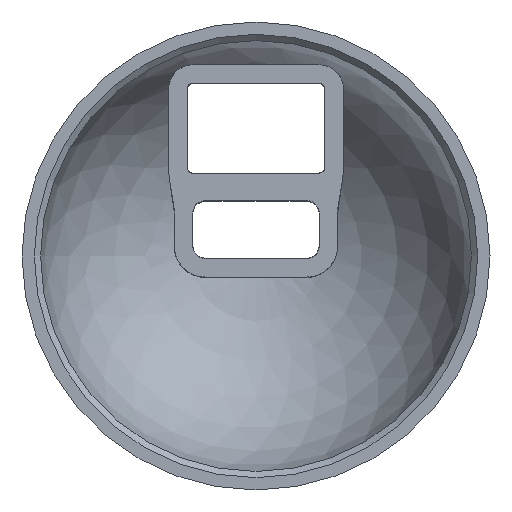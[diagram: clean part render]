
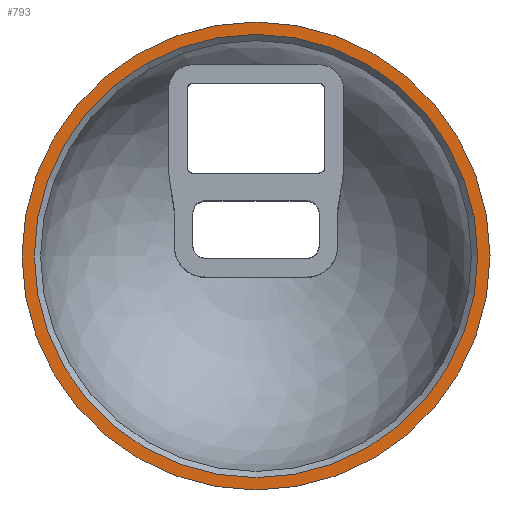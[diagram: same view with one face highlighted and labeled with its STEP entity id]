
A CAD part, top view. The second image highlights one B-rep face of the part: STEP entity #793.
In plain terms, the highlighted planar face has unit normal (0, 0, 1).
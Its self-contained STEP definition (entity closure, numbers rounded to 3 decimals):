
#20=FACE_BOUND('',#145,.T.);
#48=CIRCLE('',#845,18.);
#50=CIRCLE('',#849,19.);
#67=PLANE('',#848);
#100=FACE_OUTER_BOUND('',#144,.T.);
#144=EDGE_LOOP('',(#656));
#145=EDGE_LOOP('',(#657));
#380=VERTEX_POINT('',#1736);
#381=VERTEX_POINT('',#1742);
#482=EDGE_CURVE('',#380,#380,#48,.T.);
#484=EDGE_CURVE('',#381,#381,#50,.T.);
#656=ORIENTED_EDGE('',*,*,#484,.F.);
#657=ORIENTED_EDGE('',*,*,#482,.F.);
#793=ADVANCED_FACE('',(#100,#20),#67,.F.);
#845=AXIS2_PLACEMENT_3D('',#1738,#962,#963);
#848=AXIS2_PLACEMENT_3D('',#1741,#968,#969);
#849=AXIS2_PLACEMENT_3D('',#1743,#970,#971);
#962=DIRECTION('center_axis',(0.,0.,1.));
#963=DIRECTION('ref_axis',(0.,-1.,0.));
#968=DIRECTION('center_axis',(0.,0.,-1.));
#969=DIRECTION('ref_axis',(-1.,0.,0.));
#970=DIRECTION('center_axis',(0.,0.,-1.));
#971=DIRECTION('ref_axis',(1.,0.,0.));
#1736=CARTESIAN_POINT('',(0.,10.25,-56.5));
#1738=CARTESIAN_POINT('Origin',(0.,-7.75,-56.5));
#1741=CARTESIAN_POINT('Origin',(0.,-7.75,-56.5));
#1742=CARTESIAN_POINT('',(-19.,-7.75,-56.5));
#1743=CARTESIAN_POINT('Origin',(0.,-7.75,-56.5));
